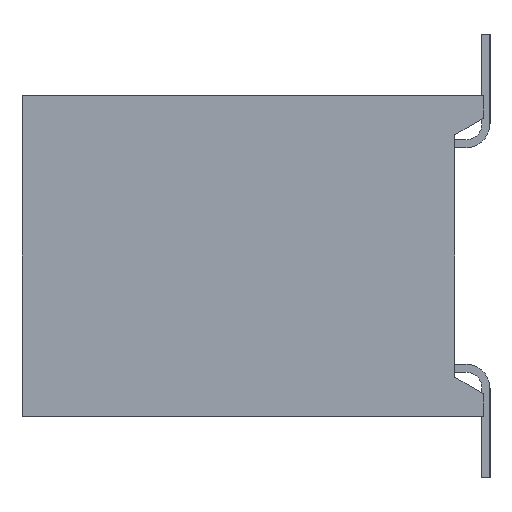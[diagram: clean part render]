
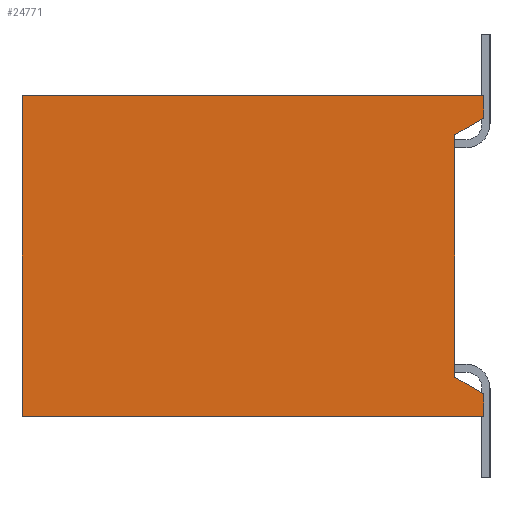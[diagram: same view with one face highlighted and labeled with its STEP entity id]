
A CAD part, left-side view. The second image highlights one B-rep face of the part: STEP entity #24771.
In plain terms, the highlighted planar face has unit normal (-1, 0, 0).
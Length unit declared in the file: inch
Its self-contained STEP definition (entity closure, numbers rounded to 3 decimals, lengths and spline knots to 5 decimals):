
#4331=ORIENTED_EDGE('',*,*,#9760,.F.);
#4332=ORIENTED_EDGE('',*,*,#9121,.T.);
#4333=ORIENTED_EDGE('',*,*,#9408,.F.);
#4334=ORIENTED_EDGE('',*,*,#9939,.F.);
#4335=ORIENTED_EDGE('',*,*,#9402,.T.);
#4336=ORIENTED_EDGE('',*,*,#9225,.T.);
#4337=ORIENTED_EDGE('',*,*,#9938,.F.);
#4338=ORIENTED_EDGE('',*,*,#9940,.F.);
#9121=EDGE_CURVE('',#12226,#12225,#14921,.T.);
#9225=EDGE_CURVE('',#12330,#12329,#15025,.T.);
#9402=EDGE_CURVE('',#12481,#12330,#15202,.T.);
#9408=EDGE_CURVE('',#12485,#12225,#15208,.T.);
#9760=EDGE_CURVE('',#12226,#12786,#15560,.T.);
#9938=EDGE_CURVE('',#12938,#12329,#15738,.T.);
#9939=EDGE_CURVE('',#12481,#12485,#15739,.T.);
#9940=EDGE_CURVE('',#12786,#12938,#15740,.T.);
#12225=VERTEX_POINT('',#36181);
#12226=VERTEX_POINT('',#36183);
#12329=VERTEX_POINT('',#36415);
#12330=VERTEX_POINT('',#36417);
#12481=VERTEX_POINT('',#36746);
#12485=VERTEX_POINT('',#36756);
#12786=VERTEX_POINT('',#37459);
#12938=VERTEX_POINT('',#37841);
#14921=LINE('',#36182,#18321);
#15025=LINE('',#36416,#18425);
#15202=LINE('',#36745,#18602);
#15208=LINE('',#36757,#18608);
#15560=LINE('',#37461,#18960);
#15738=LINE('',#37842,#19138);
#15739=LINE('',#37844,#19139);
#15740=LINE('',#37845,#19140);
#18321=VECTOR('',#29574,39.37008);
#18425=VECTOR('',#29730,39.37008);
#18602=VECTOR('',#29909,39.37008);
#18608=VECTOR('',#29917,39.37008);
#18960=VECTOR('',#30371,39.37008);
#19138=VECTOR('',#30651,39.37008);
#19139=VECTOR('',#30654,39.37008);
#19140=VECTOR('',#30655,39.37008);
#20985=EDGE_LOOP('',(#4331,#4332,#4333,#4334,#4335,#4336,#4337,#4338));
#22337=FACE_BOUND('',#20985,.T.);
#23566=PLANE('',#26203);
#24771=ADVANCED_FACE('',(#22337),#23566,.F.);
#26203=AXIS2_PLACEMENT_3D('',#37843,#30652,#30653);
#29574=DIRECTION('',(0.,0.,1.));
#29730=DIRECTION('',(0.,0.,1.));
#29909=DIRECTION('',(0.,-1.,0.));
#29917=DIRECTION('',(0.,-1.,0.));
#30371=DIRECTION('',(0.,0.866,-0.5));
#30651=DIRECTION('',(0.,-0.866,-0.5));
#30652=DIRECTION('',(1.,0.,0.));
#30653=DIRECTION('',(0.,0.,-1.));
#30654=DIRECTION('',(0.,0.,1.));
#30655=DIRECTION('',(0.,0.,-1.));
#36181=CARTESIAN_POINT('',(-1.25,0.,0.1));
#36182=CARTESIAN_POINT('',(-1.25,0.,-0.1));
#36183=CARTESIAN_POINT('',(-1.25,0.,0.086));
#36415=CARTESIAN_POINT('',(-1.25,0.,-0.086));
#36416=CARTESIAN_POINT('',(-1.25,0.,-0.1));
#36417=CARTESIAN_POINT('',(-1.25,0.,-0.1));
#36745=CARTESIAN_POINT('',(-1.25,0.288,-0.1));
#36746=CARTESIAN_POINT('',(-1.25,0.288,-0.1));
#36756=CARTESIAN_POINT('',(-1.25,0.288,0.1));
#36757=CARTESIAN_POINT('',(-1.25,0.288,0.1));
#37459=CARTESIAN_POINT('',(-1.25,0.018,0.07561));
#37461=CARTESIAN_POINT('',(-1.25,0.29654,-0.08521));
#37841=CARTESIAN_POINT('',(-1.25,0.018,-0.07561));
#37842=CARTESIAN_POINT('',(-1.25,0.20994,0.03521));
#37843=CARTESIAN_POINT('',(-1.25,0.288,-0.1));
#37844=CARTESIAN_POINT('',(-1.25,0.288,-0.1));
#37845=CARTESIAN_POINT('',(-1.25,0.018,-0.1));
